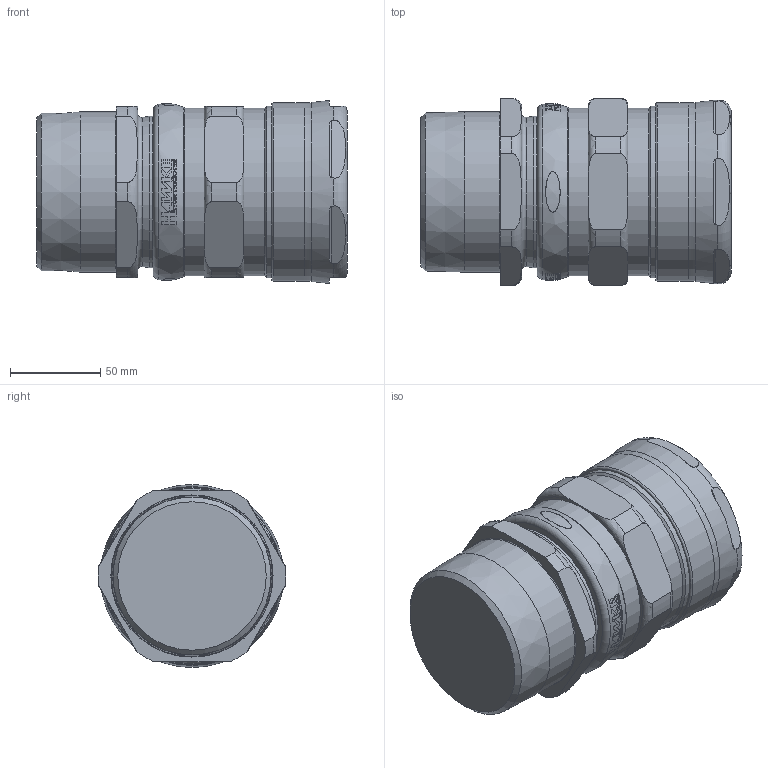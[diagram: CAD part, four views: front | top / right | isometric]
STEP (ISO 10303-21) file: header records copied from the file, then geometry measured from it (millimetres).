
FILE_DESCRIPTION(/* description */ (''),/* implementation_level */ '2;1');
FILE_NAME(/* name */ '711_X F_3_NPT.stp',/* time_stamp */ '2021-02-15T18:15:40+06:00',/* author */ ('vinaykumark'),/* organization */ (''),/* preprocessor_version */ 'ST-DEVELOPER v18',/* originating_system */ 'Autodesk Inventor 2020',/* authorisation */ '');
FILE_SCHEMA (('AUTOMOTIVE_DESIGN { 1 0 10303 214 3 1 1 }'));
Products named in the file (1): 711_X F_3_NPT
Bounding box: 172.27 x 103.97 x 101.43 mm (x, y, z)
Volume: 1788379.8 mm3; surface area: 231102.7 mm2
Topology: 11 solids, 11 shells, 1440 faces, 3879 edges, 2451 vertices
Faces by surface type: plane 665, bspline 238, cone 222, torus 174, cylinder 141
Full cylindrical faces by diameter (mm): 68.1 x1, 68.3 x1, 71.3 x1, 74.1 x1, 77.5 x1, 78 x1, 78.9 x1, 81.65 x1, 83 x2, 84 x2, 84.1 x2, 85 x1, 87.312 x1, 88.9 x1, 92.52 x1, 92.7 x1, 93 x2, 95 x1, 98.8 x1
Entity records: 54092 total; most frequent: CARTESIAN_POINT 19595, ORIENTED_EDGE 7758, DIRECTION 5967, EDGE_CURVE 3879, VERTEX_POINT 2451, AXIS2_PLACEMENT_3D 2395, EDGE_LOOP 1502, STYLED_ITEM 1451
